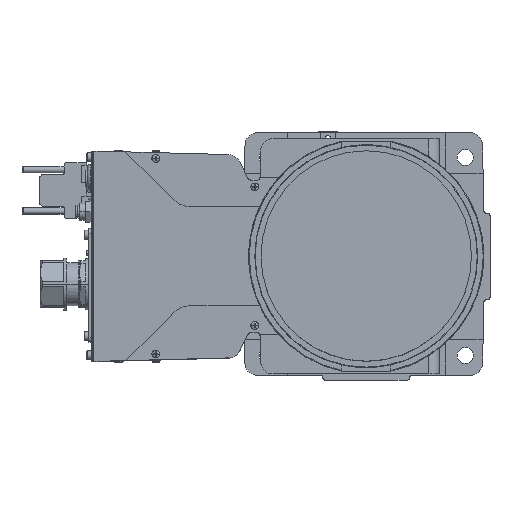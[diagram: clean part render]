
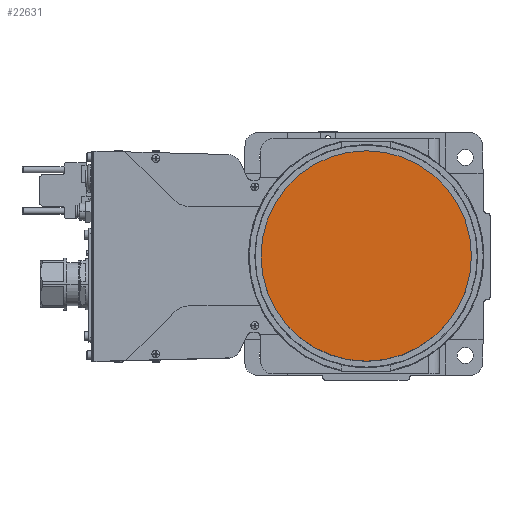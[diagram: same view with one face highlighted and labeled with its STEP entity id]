
A CAD part, top view. The second image highlights one B-rep face of the part: STEP entity #22631.
In plain terms, the highlighted planar face has unit normal (0, 0, 1).
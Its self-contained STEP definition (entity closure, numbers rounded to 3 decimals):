
#2388=CARTESIAN_POINT('',(0.,0.,251.));
#2389=DIRECTION('',(0.,0.,-1.));
#2390=DIRECTION('',(1.,0.,0.));
#2391=AXIS2_PLACEMENT_3D('',#2388,#2389,#2390);
#2396=CARTESIAN_POINT('',(0.,0.,251.));
#2397=DIRECTION('',(0.,0.,1.));
#2398=DIRECTION('',(1.,0.,0.));
#2399=AXIS2_PLACEMENT_3D('',#2396,#2397,#2398);
#20381=CARTESIAN_POINT('',(85.,0.,251.));
#20382=CARTESIAN_POINT('',(-85.,0.,251.));
#20383=VERTEX_POINT('',#20381);
#20384=VERTEX_POINT('',#20382);
#22622=CARTESIAN_POINT('',(0.,0.,251.));
#22623=DIRECTION('',(0.,0.,1.));
#22624=DIRECTION('',(1.,0.,0.));
#22625=AXIS2_PLACEMENT_3D('',#22622,#22623,#22624);
#22626=PLANE('',#22625);
#22627=ORIENTED_EDGE('',*,*,#22616,.T.);
#22628=ORIENTED_EDGE('',*,*,#22602,.F.);
#22629=EDGE_LOOP('',(#22627,#22628));
#22630=FACE_OUTER_BOUND('',#22629,.F.);
#2392=CIRCLE('',#2391,85.);
#2400=CIRCLE('',#2399,85.);
#22602=EDGE_CURVE('',#20383,#20384,#2400,.T.);
#22616=EDGE_CURVE('',#20383,#20384,#2392,.T.);
#22631=ADVANCED_FACE('',(#22630),#22626,.T.);
